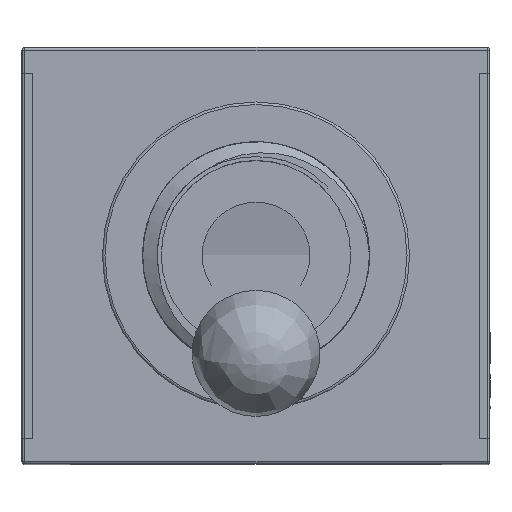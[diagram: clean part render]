
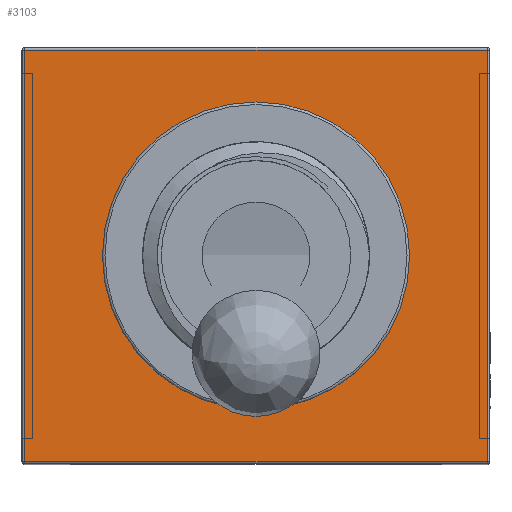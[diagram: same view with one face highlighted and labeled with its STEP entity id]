
A CAD part, top view. The second image highlights one B-rep face of the part: STEP entity #3103.
In plain terms, the highlighted planar face has unit normal (0, 0, 1).
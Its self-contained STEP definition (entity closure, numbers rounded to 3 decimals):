
#148=FACE_BOUND('',#528,.T.);
#245=PLANE('',#3341);
#370=FACE_OUTER_BOUND('',#527,.T.);
#527=EDGE_LOOP('',(#2477,#2478,#2479,#2480));
#528=EDGE_LOOP('',(#2481));
#636=CIRCLE('',#3307,3.);
#829=LINE('',#4584,#1097);
#833=LINE('',#4600,#1101);
#835=LINE('',#4603,#1103);
#837=LINE('',#4606,#1105);
#1097=VECTOR('',#3863,10.);
#1101=VECTOR('',#3881,10.);
#1103=VECTOR('',#3885,10.);
#1105=VECTOR('',#3889,10.);
#1332=VERTEX_POINT('',#4538);
#1335=VERTEX_POINT('',#4546);
#1340=VERTEX_POINT('',#4559);
#1345=VERTEX_POINT('',#4572);
#1350=VERTEX_POINT('',#4588);
#1742=EDGE_CURVE('',#1332,#1332,#636,.T.);
#1762=EDGE_CURVE('',#1335,#1345,#829,.T.);
#1770=EDGE_CURVE('',#1345,#1350,#833,.T.);
#1772=EDGE_CURVE('',#1350,#1340,#835,.T.);
#1774=EDGE_CURVE('',#1340,#1335,#837,.T.);
#2477=ORIENTED_EDGE('',*,*,#1762,.F.);
#2478=ORIENTED_EDGE('',*,*,#1774,.F.);
#2479=ORIENTED_EDGE('',*,*,#1772,.F.);
#2480=ORIENTED_EDGE('',*,*,#1770,.F.);
#2481=ORIENTED_EDGE('',*,*,#1742,.T.);
#3103=ADVANCED_FACE('',(#370,#148),#245,.T.);
#3307=AXIS2_PLACEMENT_3D('',#4540,#3813,#3814);
#3341=AXIS2_PLACEMENT_3D('',#4632,#3910,#3911);
#3813=DIRECTION('center_axis',(0.,0.,
-1.));
#3814=DIRECTION('ref_axis',(-1.,0.,0.));
#3863=DIRECTION('',(0.,-1.,0.));
#3881=DIRECTION('',(-1.,0.,0.));
#3885=DIRECTION('',(0.,1.,0.));
#3889=DIRECTION('',(1.,0.,0.));
#3910=DIRECTION('center_axis',(0.,0.,
1.));
#3911=DIRECTION('ref_axis',(1.,0.,0.));
#4538=CARTESIAN_POINT('',(3.,0.,8.44));
#4540=CARTESIAN_POINT('Origin',(0.,0.,
8.44));
#4546=CARTESIAN_POINT('',(4.52,4.015,8.44));
#4559=CARTESIAN_POINT('',(-4.52,4.015,8.44));
#4572=CARTESIAN_POINT('',(4.52,-4.015,8.44));
#4584=CARTESIAN_POINT('',(4.52,-2.033,8.44));
#4588=CARTESIAN_POINT('',(-4.52,-4.015,8.44));
#4600=CARTESIAN_POINT('',(-2.285,-4.015,8.44));
#4603=CARTESIAN_POINT('',(-4.52,2.032,8.44));
#4606=CARTESIAN_POINT('',(2.285,4.015,8.44));
#4632=CARTESIAN_POINT('Origin',(0.,0.,
8.44));
